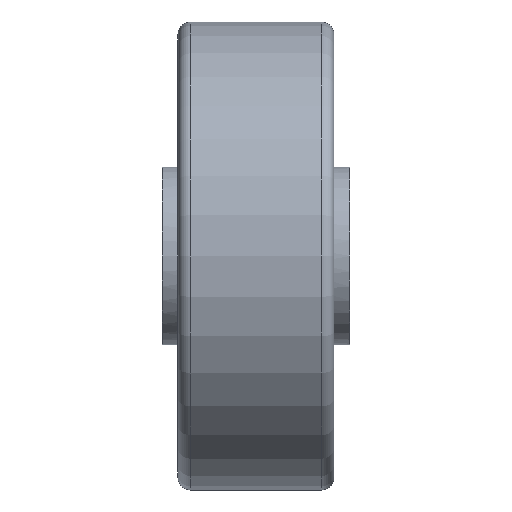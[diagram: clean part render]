
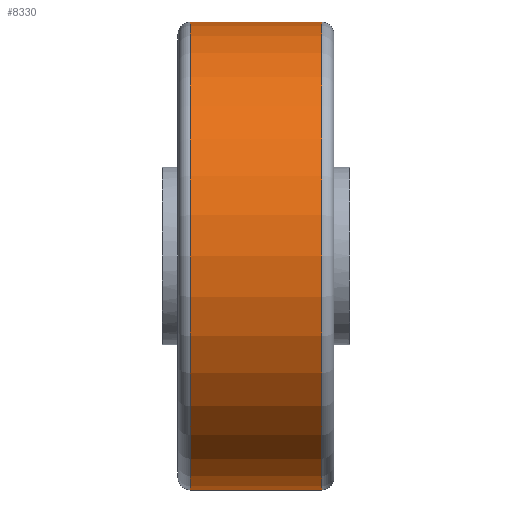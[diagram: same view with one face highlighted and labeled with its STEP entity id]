
A CAD part, front view. The second image highlights one B-rep face of the part: STEP entity #8330.
In plain terms, the highlighted cylindrical face has radius 75 mm (diameter 150 mm), a partial arc.
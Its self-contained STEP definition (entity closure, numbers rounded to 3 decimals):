
#65 = AXIS2_PLACEMENT_3D ( 'NONE', #5786, #3240, #5841 ) ;
#970 = VERTEX_POINT ( 'NONE', #2178 ) ;
#1078 = EDGE_LOOP ( 'NONE', ( #9731, #12756, #9314, #8808 ) ) ;
#1584 = CARTESIAN_POINT ( 'NONE',  ( -0.252, 135.635, 13.11 ) ) ;
#1660 = VERTEX_POINT ( 'NONE', #15366 ) ;
#2100 = AXIS2_PLACEMENT_3D ( 'NONE', #9308, #8055, #14859 ) ;
#2178 = CARTESIAN_POINT ( 'NONE',  ( 37.362, 135.635, 163.11 ) ) ;
#2290 = VECTOR ( 'NONE', #6034, 1000. ) ;
#3229 = DIRECTION ( 'NONE',  ( 0., 0., -1. ) ) ;
#3240 = DIRECTION ( 'NONE',  ( -1., 0., 0. ) ) ;
#3669 = AXIS2_PLACEMENT_3D ( 'NONE', #10912, #14914, #3229 ) ;
#4093 = CYLINDRICAL_SURFACE ( 'NONE', #2100, 75. ) ;
#5212 = VECTOR ( 'NONE', #10800, 1000. ) ;
#5786 = CARTESIAN_POINT ( 'NONE',  ( 79.362, 135.635, 88.11 ) ) ;
#5841 = DIRECTION ( 'NONE',  ( 0., 0., 1. ) ) ;
#6034 = DIRECTION ( 'NONE',  ( -1., 0., 0. ) ) ;
#6656 = VERTEX_POINT ( 'NONE', #14354 ) ;
#6917 = VERTEX_POINT ( 'NONE', #13430 ) ;
#7097 = CARTESIAN_POINT ( 'NONE',  ( -0.252, 135.635, 163.11 ) ) ;
#7420 = EDGE_CURVE ( 'NONE', #1660, #970, #16294, .T. ) ;
#8055 = DIRECTION ( 'NONE',  ( -1., 0., 0. ) ) ;
#8330 = ADVANCED_FACE ( 'NONE', ( #9054 ), #4093, .T. ) ;
#8787 = CIRCLE ( 'NONE', #65, 75. ) ;
#8808 = ORIENTED_EDGE ( 'NONE', *, *, #13985, .T. ) ;
#9054 = FACE_OUTER_BOUND ( 'NONE', #1078, .T. ) ;
#9308 = CARTESIAN_POINT ( 'NONE',  ( -0.252, 135.635, 88.11 ) ) ;
#9314 = ORIENTED_EDGE ( 'NONE', *, *, #7420, .T. ) ;
#9731 = ORIENTED_EDGE ( 'NONE', *, *, #16315, .F. ) ;
#10800 = DIRECTION ( 'NONE',  ( -1., 0., 0. ) ) ;
#10912 = CARTESIAN_POINT ( 'NONE',  ( 37.362, 135.635, 88.11 ) ) ;
#12756 = ORIENTED_EDGE ( 'NONE', *, *, #15518, .T. ) ;
#13430 = CARTESIAN_POINT ( 'NONE',  ( 37.362, 135.635, 13.11 ) ) ;
#13985 = EDGE_CURVE ( 'NONE', #970, #6917, #16156, .T. ) ;
#14354 = CARTESIAN_POINT ( 'NONE',  ( 79.362, 135.635, 13.11 ) ) ;
#14485 = LINE ( 'NONE', #1584, #5212 ) ;
#14859 = DIRECTION ( 'NONE',  ( 0., 0., 1. ) ) ;
#14914 = DIRECTION ( 'NONE',  ( 1., 0., 0. ) ) ;
#15366 = CARTESIAN_POINT ( 'NONE',  ( 79.362, 135.635, 163.11 ) ) ;
#15518 = EDGE_CURVE ( 'NONE', #6656, #1660, #8787, .T. ) ;
#16156 = CIRCLE ( 'NONE', #3669, 75. ) ;
#16294 = LINE ( 'NONE', #7097, #2290 ) ;
#16315 = EDGE_CURVE ( 'NONE', #6656, #6917, #14485, .T. ) ;
